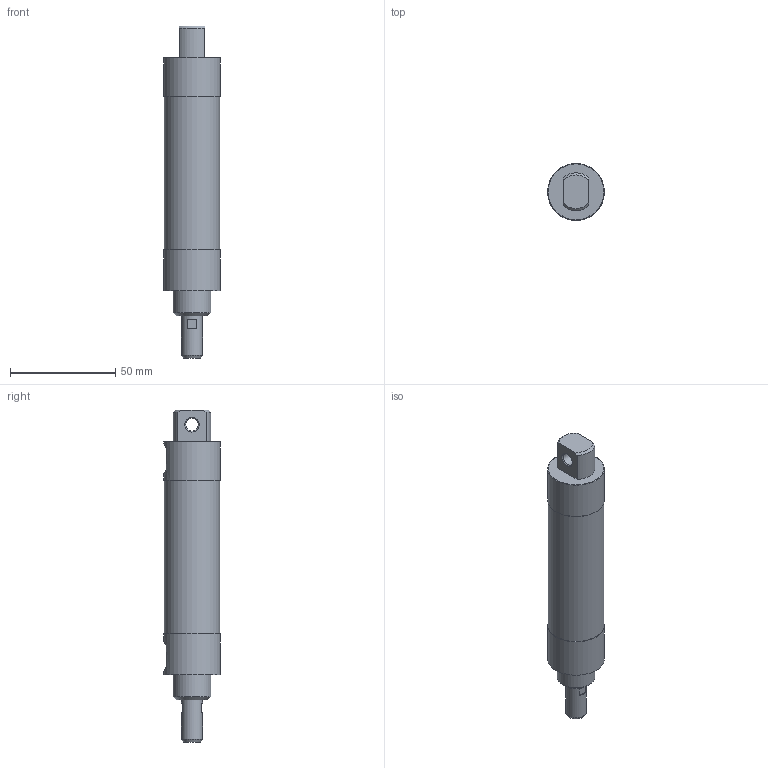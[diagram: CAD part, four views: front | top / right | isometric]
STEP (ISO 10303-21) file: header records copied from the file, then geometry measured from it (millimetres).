
FILE_DESCRIPTION((''),'2;1');
FILE_NAME('CDEM25_50E1.stp','2014-09-17T15:46:34',('pc6'),(''),'Autodesk Inventor 2011','Autodesk Inventor 2011','');
FILE_SCHEMA(('AUTOMOTIVE_DESIGN { 1 0 10303 214 1 1 1 1 }'));
Length unit declared in the file: millimetre
Products named in the file (1): Parte2
Bounding box: 27 x 27 x 158 mm (x, y, z)
Volume: 45145.2 mm3; surface area: 26341.9 mm2
Topology: 1 solids, 9 shells, 136 faces, 298 edges, 188 vertices
Faces by surface type: plane 58, cylinder 41, cone 35, torus 2
Full cylindrical faces by diameter (mm): 2 x1, 6 x1, 6.647 x1, 8.566 x2, 10 x3, 10.302 x1, 10.5 x1, 11.595 x1, 12 x1, 12.1 x1, 12.643 x1, 15.3 x1, 18 x3, 22.9 x2, 23.858 x1, 24.95 x3, 25 x7, 26.5 x1, 27 x2
Entity records: 3545 total; most frequent: CARTESIAN_POINT 651, DIRECTION 598, ORIENTED_EDGE 416, AXIS2_PLACEMENT_3D 267, EDGE_LOOP 240, EDGE_CURVE 208, VERTEX_POINT 168, STYLED_ITEM 137
